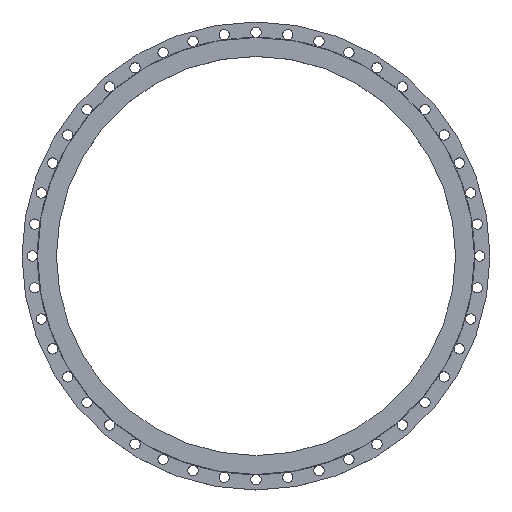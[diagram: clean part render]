
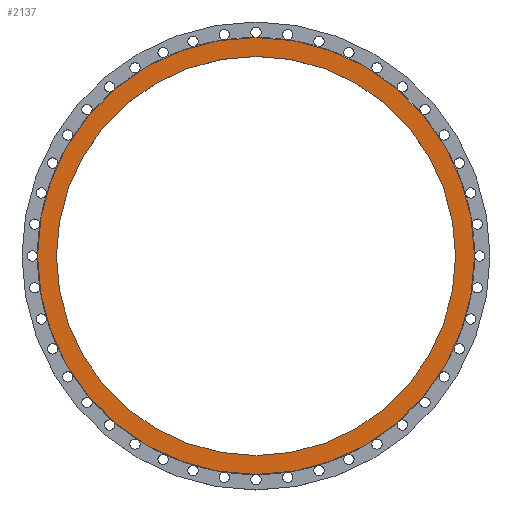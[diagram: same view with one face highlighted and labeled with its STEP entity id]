
A CAD part, top view. The second image highlights one B-rep face of the part: STEP entity #2137.
In plain terms, the highlighted planar face has unit normal (0, 0, 1).
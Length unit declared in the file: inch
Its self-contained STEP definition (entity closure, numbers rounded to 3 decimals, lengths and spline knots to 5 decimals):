
#110 = CARTESIAN_POINT ( 'NONE',  ( 0., 14.5, 0. ) ) ;
#140 = ORIENTED_EDGE ( 'NONE', *, *, #2786, .F. ) ;
#176 = FACE_OUTER_BOUND ( 'NONE', #2841, .T. ) ;
#310 = CARTESIAN_POINT ( 'NONE',  ( 15.875, 0., 0. ) ) ;
#317 = DIRECTION ( 'NONE',  ( 1., 0., 0. ) ) ;
#415 = EDGE_CURVE ( 'NONE', #2172, #4130, #2858, .T. ) ;
#575 = CARTESIAN_POINT ( 'NONE',  ( -14.5, 0., 0. ) ) ;
#730 = CIRCLE ( 'NONE', #2655, 15.875 ) ;
#966 = DIRECTION ( 'NONE',  ( 0., 0., 1. ) ) ;
#1114 = ORIENTED_EDGE ( 'NONE', *, *, #1660, .T. ) ;
#1235 = CARTESIAN_POINT ( 'NONE',  ( 0., 0., 0. ) ) ;
#1294 = AXIS2_PLACEMENT_3D ( 'NONE', #1508, #1433, #3208 ) ;
#1336 = CARTESIAN_POINT ( 'NONE',  ( 0., 0., 0. ) ) ;
#1419 = EDGE_CURVE ( 'NONE', #2412, #1511, #730, .T. ) ;
#1433 = DIRECTION ( 'NONE',  ( 0., 0., 1. ) ) ;
#1508 = CARTESIAN_POINT ( 'NONE',  ( 0., 0., 0. ) ) ;
#1511 = VERTEX_POINT ( 'NONE', #310 ) ;
#1535 = CIRCLE ( 'NONE', #2254, 14.5 ) ;
#1660 = EDGE_CURVE ( 'NONE', #1511, #2412, #2089, .T. ) ;
#1736 = AXIS2_PLACEMENT_3D ( 'NONE', #110, #3224, #4231 ) ;
#1969 = CARTESIAN_POINT ( 'NONE',  ( 0., 0., 0. ) ) ;
#2089 = CIRCLE ( 'NONE', #1294, 15.875 ) ;
#2137 = ADVANCED_FACE ( 'NONE', ( #3929, #176 ), #3565, .F. ) ;
#2172 = VERTEX_POINT ( 'NONE', #2560 ) ;
#2219 = ORIENTED_EDGE ( 'NONE', *, *, #415, .F. ) ;
#2254 = AXIS2_PLACEMENT_3D ( 'NONE', #1969, #2575, #317 ) ;
#2333 = DIRECTION ( 'NONE',  ( 1., 0., 0. ) ) ;
#2353 = CARTESIAN_POINT ( 'NONE',  ( -15.875, 0., 0. ) ) ;
#2412 = VERTEX_POINT ( 'NONE', #2353 ) ;
#2560 = CARTESIAN_POINT ( 'NONE',  ( 14.5, 0., 0. ) ) ;
#2562 = DIRECTION ( 'NONE',  ( 1., 0., 0. ) ) ;
#2575 = DIRECTION ( 'NONE',  ( 0., 0., 1. ) ) ;
#2610 = DIRECTION ( 'NONE',  ( 0., 0., 1. ) ) ;
#2655 = AXIS2_PLACEMENT_3D ( 'NONE', #1336, #966, #2333 ) ;
#2786 = EDGE_CURVE ( 'NONE', #4130, #2172, #1535, .T. ) ;
#2841 = EDGE_LOOP ( 'NONE', ( #1114, #2934 ) ) ;
#2858 = CIRCLE ( 'NONE', #3948, 14.5 ) ;
#2934 = ORIENTED_EDGE ( 'NONE', *, *, #1419, .T. ) ;
#3208 = DIRECTION ( 'NONE',  ( 1., 0., 0. ) ) ;
#3212 = EDGE_LOOP ( 'NONE', ( #2219, #140 ) ) ;
#3224 = DIRECTION ( 'NONE',  ( 0., 0., -1. ) ) ;
#3565 = PLANE ( 'NONE',  #1736 ) ;
#3929 = FACE_BOUND ( 'NONE', #3212, .T. ) ;
#3948 = AXIS2_PLACEMENT_3D ( 'NONE', #1235, #2610, #2562 ) ;
#4130 = VERTEX_POINT ( 'NONE', #575 ) ;
#4231 = DIRECTION ( 'NONE',  ( -1., 0., 0. ) ) ;
